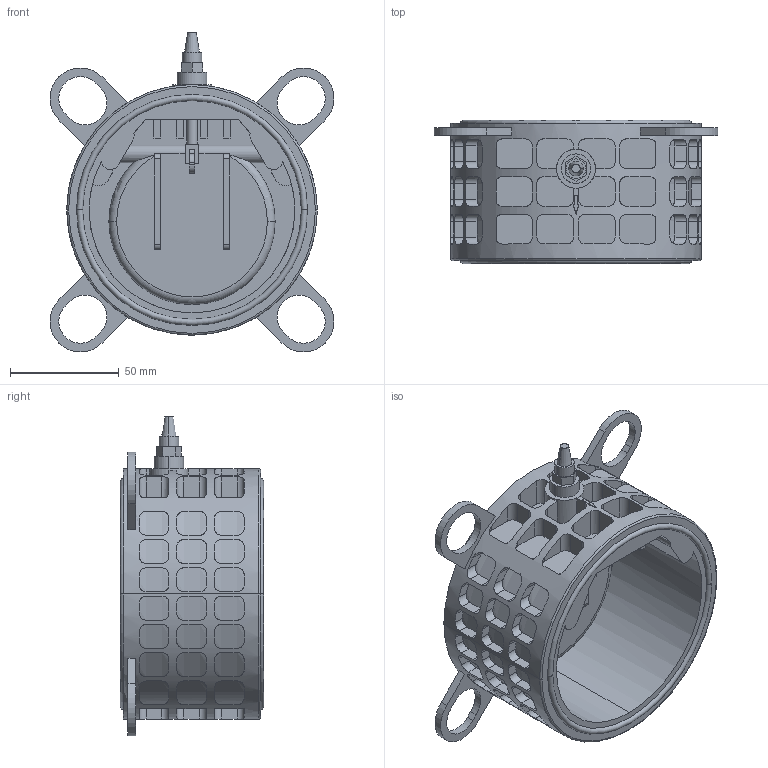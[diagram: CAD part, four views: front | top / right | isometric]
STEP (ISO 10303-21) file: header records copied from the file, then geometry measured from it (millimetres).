
FILE_DESCRIPTION(('STEP AP214'),'1');
FILE_NAME('cctmp_BE36FB6B-CB04-4F9F-9454-CDBFA7B57708_2021_10_22_14_46_42_0241..stp','2021-10-22T12:46:42',('Praher Valves GmbH'),('CADClick - www.CADClick.com'),'Spatial InterOp 3D',' ','unknown authorization');
FILE_SCHEMA(('AUTOMOTIVE_DESIGN'));
Length unit declared in the file: millimetre
Products named in the file (1): 1
Bounding box: 130.42 x 65.83 x 146.94 mm (x, y, z)
Volume: 252822.1 mm3; surface area: 100788.7 mm2
Topology: 3 solids, 3 shells, 680 faces, 1811 edges, 1192 vertices
Faces by surface type: plane 345, cylinder 316, torus 13, sphere 4, cone 2
Entity records: 34069 total; most frequent: CARTESIAN_POINT 11996, ORIENTED_EDGE 3606, DIRECTION 3199, EDGE_CURVE 1803, VERTEX_POINT 1192, AXIS2_PLACEMENT_3D 1107, LINE 985, VECTOR 985
